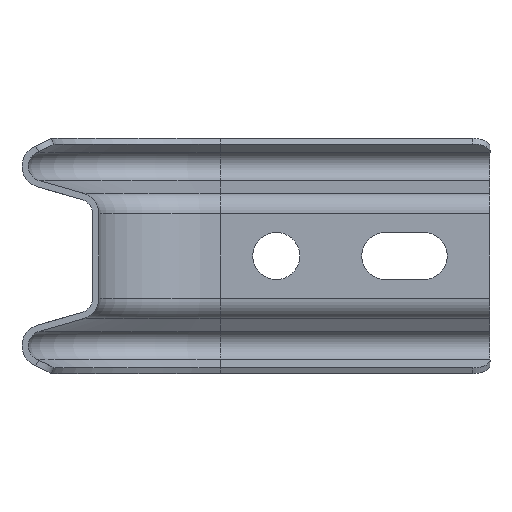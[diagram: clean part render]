
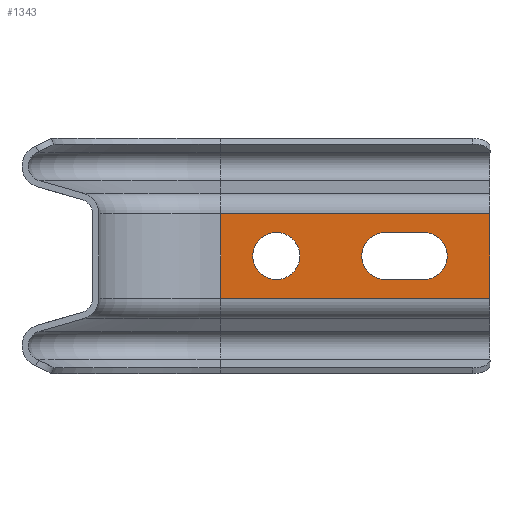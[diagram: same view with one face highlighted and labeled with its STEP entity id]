
A CAD part, left-side view. The second image highlights one B-rep face of the part: STEP entity #1343.
In plain terms, the highlighted planar face has unit normal (-1, 0, 0).
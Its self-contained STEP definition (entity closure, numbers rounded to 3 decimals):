
#79 = ORIENTED_EDGE ( 'NONE', *, *, #2314, .F. ) ;
#135 = DIRECTION ( 'NONE',  ( 0., 1., 0. ) ) ;
#146 = FACE_BOUND ( 'NONE', #2702, .T. ) ;
#175 = EDGE_CURVE ( 'NONE', #3821, #3293, #4713, .T. ) ;
#211 = DIRECTION ( 'NONE',  ( 0., 0., 1. ) ) ;
#229 = DIRECTION ( 'NONE',  ( 0., -1., 0. ) ) ;
#314 = CARTESIAN_POINT ( 'NONE',  ( 176.5, -43., 0. ) ) ;
#470 = EDGE_CURVE ( 'NONE', #3598, #2026, #4236, .T. ) ;
#743 = VERTEX_POINT ( 'NONE', #1743 ) ;
#815 = VERTEX_POINT ( 'NONE', #2965 ) ;
#873 = CARTESIAN_POINT ( 'NONE',  ( 176.5, -68.5, 0. ) ) ;
#899 = DIRECTION ( 'NONE',  ( 0., 0., 1. ) ) ;
#906 = CARTESIAN_POINT ( 'NONE',  ( 176.5, -30., 9.862 ) ) ;
#1119 = VERTEX_POINT ( 'NONE', #3585 ) ;
#1167 = DIRECTION ( 'NONE',  ( 0., 0., 1. ) ) ;
#1231 = DIRECTION ( 'NONE',  ( 1., 0., 0. ) ) ;
#1298 = CARTESIAN_POINT ( 'NONE',  ( 176.5, -30., -9.862 ) ) ;
#1316 = VERTEX_POINT ( 'NONE', #3076 ) ;
#1343 = ADVANCED_FACE ( 'NONE', ( #3411, #146, #1619 ), #2696, .F. ) ;
#1382 = EDGE_CURVE ( 'NONE', #815, #3516, #2838, .T. ) ;
#1424 = DIRECTION ( 'NONE',  ( 0., -1., 0. ) ) ;
#1499 = ORIENTED_EDGE ( 'NONE', *, *, #1560, .T. ) ;
#1514 = EDGE_LOOP ( 'NONE', ( #4287, #2547, #2511, #4743 ) ) ;
#1560 = EDGE_CURVE ( 'NONE', #3293, #743, #2840, .T. ) ;
#1619 = FACE_OUTER_BOUND ( 'NONE', #2558, .T. ) ;
#1655 = CIRCLE ( 'NONE', #3251, 5.5 ) ;
#1656 = CARTESIAN_POINT ( 'NONE',  ( 176.5, -77.5, 0. ) ) ;
#1743 = CARTESIAN_POINT ( 'NONE',  ( 176.5, -93., 9.862 ) ) ;
#1866 = CARTESIAN_POINT ( 'NONE',  ( 176.5, -93., -9.862 ) ) ;
#1999 = CARTESIAN_POINT ( 'NONE',  ( 176.5, -43., 0. ) ) ;
#2026 = VERTEX_POINT ( 'NONE', #3644 ) ;
#2052 = VERTEX_POINT ( 'NONE', #2230 ) ;
#2125 = AXIS2_PLACEMENT_3D ( 'NONE', #1656, #3870, #899 ) ;
#2145 = AXIS2_PLACEMENT_3D ( 'NONE', #1999, #4221, #4581 ) ;
#2230 = CARTESIAN_POINT ( 'NONE',  ( 176.5, -68.5, -5.5 ) ) ;
#2314 = EDGE_CURVE ( 'NONE', #3821, #1119, #2466, .T. ) ;
#2393 = CARTESIAN_POINT ( 'NONE',  ( 176.5, -77.5, 5.5 ) ) ;
#2431 = LINE ( 'NONE', #2844, #3329 ) ;
#2466 = LINE ( 'NONE', #3206, #4010 ) ;
#2505 = CARTESIAN_POINT ( 'NONE',  ( 176.5, -43., 5.5 ) ) ;
#2511 = ORIENTED_EDGE ( 'NONE', *, *, #4793, .F. ) ;
#2529 = DIRECTION ( 'NONE',  ( 0., 0., 1. ) ) ;
#2547 = ORIENTED_EDGE ( 'NONE', *, *, #4251, .F. ) ;
#2558 = EDGE_LOOP ( 'NONE', ( #3921, #79, #3103, #1499 ) ) ;
#2588 = CIRCLE ( 'NONE', #2125, 5.5 ) ;
#2696 = PLANE ( 'NONE',  #3842 ) ;
#2702 = EDGE_LOOP ( 'NONE', ( #4515, #3298 ) ) ;
#2743 = EDGE_CURVE ( 'NONE', #3516, #815, #1655, .T. ) ;
#2757 = CARTESIAN_POINT ( 'NONE',  ( 176.5, -77.5, -5.5 ) ) ;
#2791 = EDGE_CURVE ( 'NONE', #1119, #743, #2431, .T. ) ;
#2815 = DIRECTION ( 'NONE',  ( -1., 0., 0. ) ) ;
#2838 = CIRCLE ( 'NONE', #2145, 5.5 ) ;
#2840 = LINE ( 'NONE', #3604, #3203 ) ;
#2844 = CARTESIAN_POINT ( 'NONE',  ( 176.5, -30., 9.862 ) ) ;
#2965 = CARTESIAN_POINT ( 'NONE',  ( 176.5, -43., -5.5 ) ) ;
#3014 = DIRECTION ( 'NONE',  ( -1., 0., 0. ) ) ;
#3076 = CARTESIAN_POINT ( 'NONE',  ( 176.5, -77.5, -5.5 ) ) ;
#3103 = ORIENTED_EDGE ( 'NONE', *, *, #175, .T. ) ;
#3153 = VECTOR ( 'NONE', #229, 1000. ) ;
#3203 = VECTOR ( 'NONE', #4634, 1000. ) ;
#3206 = CARTESIAN_POINT ( 'NONE',  ( 176.5, -30., 9.862 ) ) ;
#3251 = AXIS2_PLACEMENT_3D ( 'NONE', #314, #2815, #2529 ) ;
#3293 = VERTEX_POINT ( 'NONE', #1866 ) ;
#3298 = ORIENTED_EDGE ( 'NONE', *, *, #1382, .F. ) ;
#3329 = VECTOR ( 'NONE', #1424, 1000. ) ;
#3411 = FACE_BOUND ( 'NONE', #1514, .T. ) ;
#3488 = VECTOR ( 'NONE', #135, 1000. ) ;
#3516 = VERTEX_POINT ( 'NONE', #2505 ) ;
#3585 = CARTESIAN_POINT ( 'NONE',  ( 176.5, -30., 9.862 ) ) ;
#3598 = VERTEX_POINT ( 'NONE', #4728 ) ;
#3604 = CARTESIAN_POINT ( 'NONE',  ( 176.5, -93., 9.862 ) ) ;
#3644 = CARTESIAN_POINT ( 'NONE',  ( 176.5, -68.5, 5.5 ) ) ;
#3657 = CIRCLE ( 'NONE', #4210, 5.5 ) ;
#3778 = DIRECTION ( 'NONE',  ( 0., 0., -1. ) ) ;
#3821 = VERTEX_POINT ( 'NONE', #1298 ) ;
#3842 = AXIS2_PLACEMENT_3D ( 'NONE', #906, #1231, #3778 ) ;
#3870 = DIRECTION ( 'NONE',  ( -1., 0., 0. ) ) ;
#3921 = ORIENTED_EDGE ( 'NONE', *, *, #2791, .F. ) ;
#4010 = VECTOR ( 'NONE', #211, 1000. ) ;
#4088 = EDGE_CURVE ( 'NONE', #2026, #2052, #3657, .T. ) ;
#4190 = VECTOR ( 'NONE', #4244, 1000. ) ;
#4193 = LINE ( 'NONE', #2757, #4190 ) ;
#4210 = AXIS2_PLACEMENT_3D ( 'NONE', #873, #3014, #1167 ) ;
#4221 = DIRECTION ( 'NONE',  ( -1., 0., 0. ) ) ;
#4236 = LINE ( 'NONE', #2393, #3488 ) ;
#4244 = DIRECTION ( 'NONE',  ( 0., -1., 0. ) ) ;
#4251 = EDGE_CURVE ( 'NONE', #1316, #3598, #2588, .T. ) ;
#4287 = ORIENTED_EDGE ( 'NONE', *, *, #470, .F. ) ;
#4515 = ORIENTED_EDGE ( 'NONE', *, *, #2743, .F. ) ;
#4581 = DIRECTION ( 'NONE',  ( 0., 0., 1. ) ) ;
#4634 = DIRECTION ( 'NONE',  ( 0., 0., 1. ) ) ;
#4665 = CARTESIAN_POINT ( 'NONE',  ( 176.5, -30., -9.862 ) ) ;
#4713 = LINE ( 'NONE', #4665, #3153 ) ;
#4728 = CARTESIAN_POINT ( 'NONE',  ( 176.5, -77.5, 5.5 ) ) ;
#4743 = ORIENTED_EDGE ( 'NONE', *, *, #4088, .F. ) ;
#4793 = EDGE_CURVE ( 'NONE', #2052, #1316, #4193, .T. ) ;
